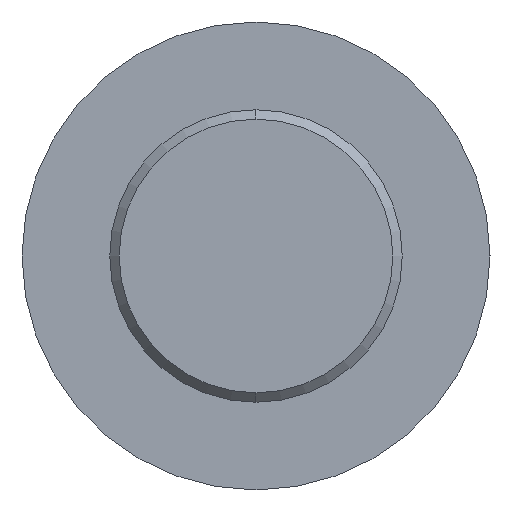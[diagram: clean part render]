
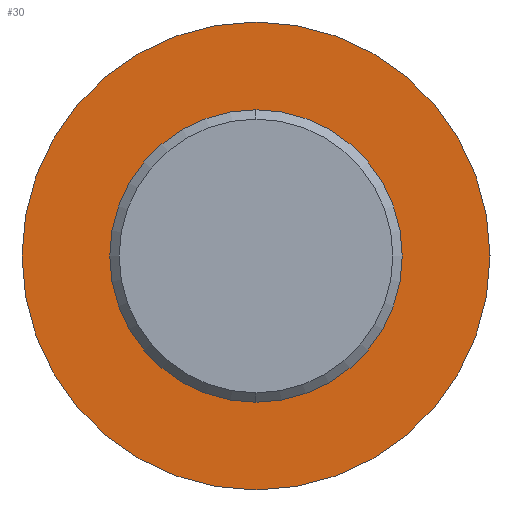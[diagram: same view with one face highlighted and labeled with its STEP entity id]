
A CAD part, left-side view. The second image highlights one B-rep face of the part: STEP entity #30.
In plain terms, the highlighted planar face has unit normal (-1, 0, 0).
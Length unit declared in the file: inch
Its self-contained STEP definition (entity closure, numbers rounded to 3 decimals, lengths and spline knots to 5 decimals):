
#2 = EDGE_CURVE ( 'NONE', #551, #505, #412, .T. ) ;
#4 = DIRECTION ( 'NONE',  ( -1., 0., 0. ) ) ;
#21 = EDGE_CURVE ( 'NONE', #505, #551, #353, .T. ) ;
#22 = EDGE_CURVE ( 'NONE', #367, #631, #336, .T. ) ;
#30 = ADVANCED_FACE ( 'NONE', ( #351, #354 ), #830, .T. ) ;
#66 = DIRECTION ( 'NONE',  ( -1., 0., 0. ) ) ;
#67 = CARTESIAN_POINT ( 'NONE',  ( 0.375, 0., 0. ) ) ;
#71 = CARTESIAN_POINT ( 'NONE',  ( 0.375, 0., 0.25 ) ) ;
#73 = CARTESIAN_POINT ( 'NONE',  ( 0.375, 0., -0.15625 ) ) ;
#83 = EDGE_CURVE ( 'NONE', #631, #367, #536, .T. ) ;
#97 = AXIS2_PLACEMENT_3D ( 'NONE', #540, #66, #132 ) ;
#110 = DIRECTION ( 'NONE',  ( 1., 0., 0. ) ) ;
#127 = AXIS2_PLACEMENT_3D ( 'NONE', #67, #110, #544 ) ;
#132 = DIRECTION ( 'NONE',  ( 0., 0., 1. ) ) ;
#154 = AXIS2_PLACEMENT_3D ( 'NONE', #815, #4, #343 ) ;
#336 = CIRCLE ( 'NONE', #154, 0.15625 ) ;
#343 = DIRECTION ( 'NONE',  ( 0., 0., 1. ) ) ;
#351 = FACE_OUTER_BOUND ( 'NONE', #483, .T. ) ;
#353 = CIRCLE ( 'NONE', #127, 0.25 ) ;
#354 = FACE_BOUND ( 'NONE', #600, .T. ) ;
#356 = DIRECTION ( 'NONE',  ( -1., 0., 0. ) ) ;
#367 = VERTEX_POINT ( 'NONE', #666 ) ;
#373 = DIRECTION ( 'NONE',  ( 0., 0., -1. ) ) ;
#392 = ORIENTED_EDGE ( 'NONE', *, *, #83, .F. ) ;
#400 = ORIENTED_EDGE ( 'NONE', *, *, #22, .F. ) ;
#412 = CIRCLE ( 'NONE', #862, 0.25 ) ;
#462 = CARTESIAN_POINT ( 'NONE',  ( 0.375, 0., -0.25 ) ) ;
#483 = EDGE_LOOP ( 'NONE', ( #514, #516 ) ) ;
#505 = VERTEX_POINT ( 'NONE', #71 ) ;
#514 = ORIENTED_EDGE ( 'NONE', *, *, #2, .F. ) ;
#516 = ORIENTED_EDGE ( 'NONE', *, *, #21, .F. ) ;
#536 = CIRCLE ( 'NONE', #97, 0.15625 ) ;
#540 = CARTESIAN_POINT ( 'NONE',  ( 0.375, 0., 0. ) ) ;
#544 = DIRECTION ( 'NONE',  ( 0., 0., -1. ) ) ;
#551 = VERTEX_POINT ( 'NONE', #462 ) ;
#600 = EDGE_LOOP ( 'NONE', ( #392, #400 ) ) ;
#631 = VERTEX_POINT ( 'NONE', #73 ) ;
#666 = CARTESIAN_POINT ( 'NONE',  ( 0.375, 0., 0.15625 ) ) ;
#702 = CARTESIAN_POINT ( 'NONE',  ( 0.375, 0.25, 0. ) ) ;
#722 = DIRECTION ( 'NONE',  ( 1., 0., 0. ) ) ;
#777 = DIRECTION ( 'NONE',  ( 0., 0., 1. ) ) ;
#815 = CARTESIAN_POINT ( 'NONE',  ( 0.375, 0., 0. ) ) ;
#830 = PLANE ( 'NONE',  #841 ) ;
#841 = AXIS2_PLACEMENT_3D ( 'NONE', #702, #356, #777 ) ;
#860 = CARTESIAN_POINT ( 'NONE',  ( 0.375, 0., 0. ) ) ;
#862 = AXIS2_PLACEMENT_3D ( 'NONE', #860, #722, #373 ) ;
